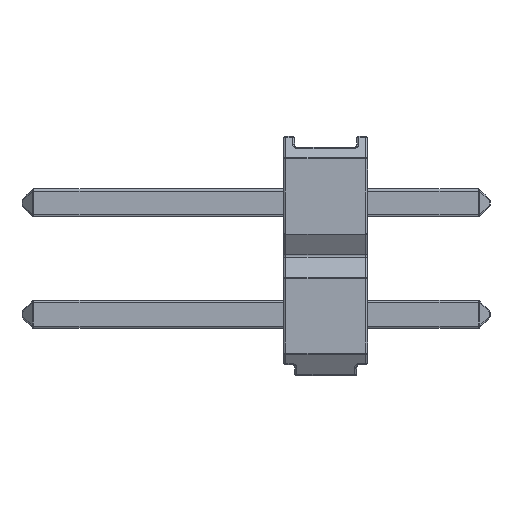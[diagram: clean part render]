
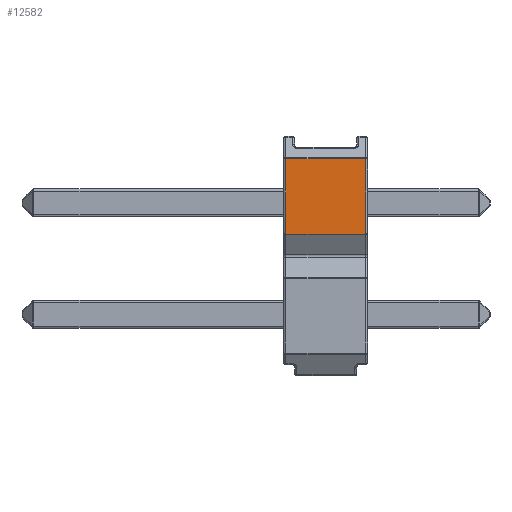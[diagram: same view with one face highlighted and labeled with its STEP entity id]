
A CAD part, left-side view. The second image highlights one B-rep face of the part: STEP entity #12582.
In plain terms, the highlighted planar face has unit normal (-1, 0, 0).
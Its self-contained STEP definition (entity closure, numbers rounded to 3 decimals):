
#77 = DIRECTION ( 'NONE',  ( 0., 0., -1. ) ) ;
#103 = CARTESIAN_POINT ( 'NONE',  ( -1.27, 0.91, 2.215 ) ) ;
#412 = EDGE_CURVE ( 'NONE', #3451, #14752, #17671, .T. ) ;
#1444 = EDGE_CURVE ( 'NONE', #15211, #3451, #3275, .T. ) ;
#1454 = ORIENTED_EDGE ( 'NONE', *, *, #1444, .T. ) ;
#1750 = DIRECTION ( 'NONE',  ( 0., 1., 0. ) ) ;
#1937 = PLANE ( 'NONE',  #2441 ) ;
#2392 = VERTEX_POINT ( 'NONE', #6361 ) ;
#2414 = CARTESIAN_POINT ( 'NONE',  ( -1.27, -0.91, 0.5 ) ) ;
#2441 = AXIS2_PLACEMENT_3D ( 'NONE', #11678, #3396, #13081 ) ;
#2880 = LINE ( 'NONE', #3362, #13509 ) ;
#3040 = DIRECTION ( 'NONE',  ( 0., 0., 1. ) ) ;
#3275 = LINE ( 'NONE', #11392, #13870 ) ;
#3362 = CARTESIAN_POINT ( 'NONE',  ( -1.27, -0.96, 0.5 ) ) ;
#3396 = DIRECTION ( 'NONE',  ( -1., 0., 0. ) ) ;
#3451 = VERTEX_POINT ( 'NONE', #14986 ) ;
#4122 = EDGE_CURVE ( 'NONE', #15211, #2392, #2880, .T. ) ;
#4662 = ORIENTED_EDGE ( 'NONE', *, *, #412, .T. ) ;
#6361 = CARTESIAN_POINT ( 'NONE',  ( -1.27, 0.91, 0.5 ) ) ;
#6587 = VECTOR ( 'NONE', #1750, 1000. ) ;
#6595 = VECTOR ( 'NONE', #77, 1000. ) ;
#8094 = FACE_OUTER_BOUND ( 'NONE', #9296, .T. ) ;
#9296 = EDGE_LOOP ( 'NONE', ( #15438, #1454, #4662, #14783 ) ) ;
#9964 = CARTESIAN_POINT ( 'NONE',  ( -1.27, -0.96, 2.215 ) ) ;
#11392 = CARTESIAN_POINT ( 'NONE',  ( -1.27, -0.91, 2.23 ) ) ;
#11678 = CARTESIAN_POINT ( 'NONE',  ( -1.27, -0.96, 0.5 ) ) ;
#12582 = ADVANCED_FACE ( 'NONE', ( #8094 ), #1937, .T. ) ;
#13050 = DIRECTION ( 'NONE',  ( 0., 1., 0. ) ) ;
#13081 = DIRECTION ( 'NONE',  ( 0., 0., 1. ) ) ;
#13509 = VECTOR ( 'NONE', #13050, 1000. ) ;
#13662 = EDGE_CURVE ( 'NONE', #14752, #2392, #17680, .T. ) ;
#13870 = VECTOR ( 'NONE', #3040, 1000. ) ;
#14752 = VERTEX_POINT ( 'NONE', #103 ) ;
#14783 = ORIENTED_EDGE ( 'NONE', *, *, #13662, .T. ) ;
#14986 = CARTESIAN_POINT ( 'NONE',  ( -1.27, -0.91, 2.215 ) ) ;
#15211 = VERTEX_POINT ( 'NONE', #2414 ) ;
#15438 = ORIENTED_EDGE ( 'NONE', *, *, #4122, .F. ) ;
#16705 = CARTESIAN_POINT ( 'NONE',  ( -1.27, 0.91, 0.5 ) ) ;
#17671 = LINE ( 'NONE', #9964, #6587 ) ;
#17680 = LINE ( 'NONE', #16705, #6595 ) ;
